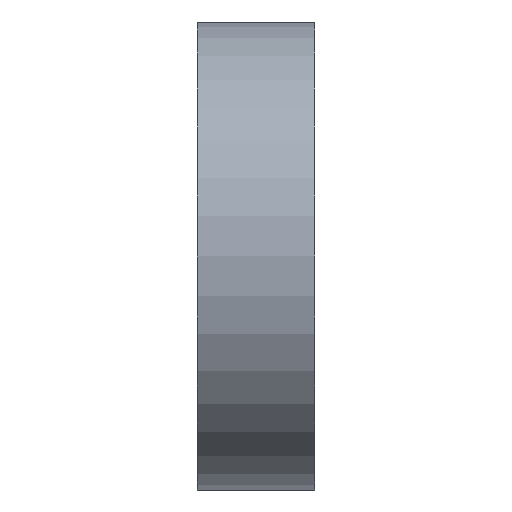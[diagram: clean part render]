
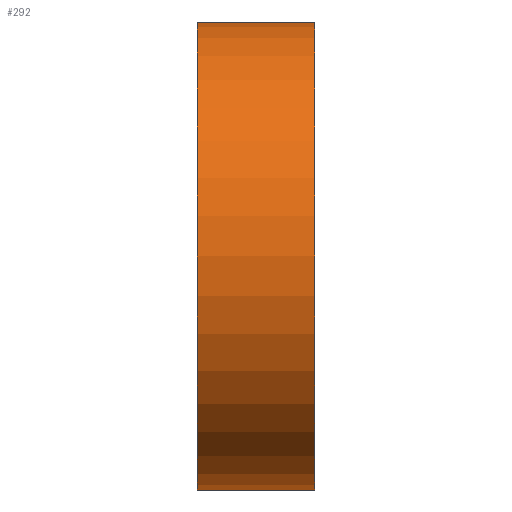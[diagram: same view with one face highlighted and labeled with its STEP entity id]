
A CAD part, left-side view. The second image highlights one B-rep face of the part: STEP entity #292.
In plain terms, the highlighted cylindrical face has radius 20 mm (diameter 40 mm), a partial arc.
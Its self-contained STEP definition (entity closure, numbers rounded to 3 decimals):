
#26=FACE_OUTER_BOUND('',#41,.T.);
#41=EDGE_LOOP('',(#198,#199,#200,#201));
#61=LINE('',#474,#78);
#63=LINE('',#482,#80);
#78=VECTOR('',#373,10.);
#80=VECTOR('',#381,10.);
#97=CIRCLE('',#330,20.);
#98=CIRCLE('',#331,20.);
#122=VERTEX_POINT('',#471);
#123=VERTEX_POINT('',#473);
#125=VERTEX_POINT('',#479);
#126=VERTEX_POINT('',#481);
#152=EDGE_CURVE('',#122,#123,#61,.T.);
#155=EDGE_CURVE('',#125,#122,#97,.T.);
#156=EDGE_CURVE('',#126,#125,#63,.T.);
#157=EDGE_CURVE('',#123,#126,#98,.T.);
#198=ORIENTED_EDGE('',*,*,#152,.F.);
#199=ORIENTED_EDGE('',*,*,#155,.F.);
#200=ORIENTED_EDGE('',*,*,#156,.F.);
#201=ORIENTED_EDGE('',*,*,#157,.F.);
#281=CYLINDRICAL_SURFACE('',#329,20.);
#292=ADVANCED_FACE('',(#26),#281,.T.);
#329=AXIS2_PLACEMENT_3D('',#478,#377,#378);
#330=AXIS2_PLACEMENT_3D('',#480,#379,#380);
#331=AXIS2_PLACEMENT_3D('',#483,#382,#383);
#373=DIRECTION('',(0.,1.,0.));
#377=DIRECTION('center_axis',(0.,-1.,0.));
#378=DIRECTION('ref_axis',(-1.,0.,0.));
#379=DIRECTION('center_axis',(0.,-1.,0.));
#380=DIRECTION('ref_axis',(1.,0.,0.));
#381=DIRECTION('',(0.,-1.,0.));
#382=DIRECTION('center_axis',(0.,1.,0.));
#383=DIRECTION('ref_axis',(1.,0.,0.));
#471=CARTESIAN_POINT('',(12.01,0.,-15.993));
#473=CARTESIAN_POINT('',(12.01,10.,-15.993));
#474=CARTESIAN_POINT('',(12.01,10.,-15.993));
#478=CARTESIAN_POINT('Origin',(0.,10.,0.));
#479=CARTESIAN_POINT('',(12.01,0.,15.993));
#480=CARTESIAN_POINT('Origin',(0.,0.,0.));
#481=CARTESIAN_POINT('',(12.01,10.,15.993));
#482=CARTESIAN_POINT('',(12.01,10.,15.993));
#483=CARTESIAN_POINT('Origin',(0.,10.,0.));
